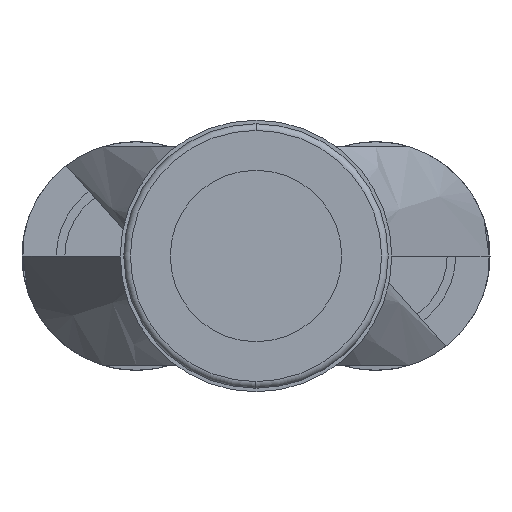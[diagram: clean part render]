
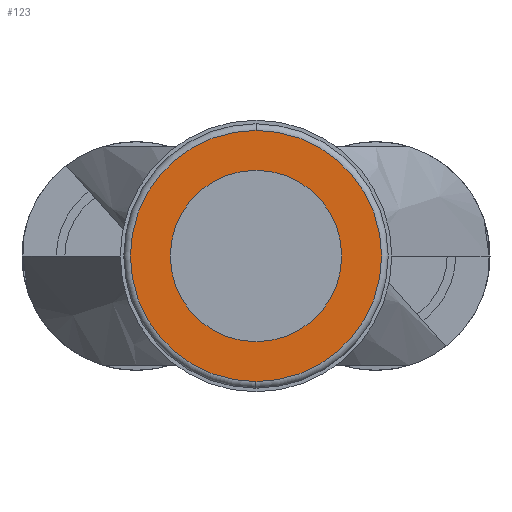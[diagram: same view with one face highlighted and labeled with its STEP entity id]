
A CAD part, left-side view. The second image highlights one B-rep face of the part: STEP entity #123.
In plain terms, the highlighted planar face has unit normal (-1, 0, 0).
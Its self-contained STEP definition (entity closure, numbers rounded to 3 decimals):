
#123=ADVANCED_FACE('',(#313,#314),#315,.T.);
#313=FACE_BOUND('',#534,.T.);
#314=FACE_OUTER_BOUND('',#535,.T.);
#315=PLANE('',#536);
#534=EDGE_LOOP('',(#1184,#1185));
#535=EDGE_LOOP('',(#1186,#1187,#1188));
#536=AXIS2_PLACEMENT_3D('',#1189,#1190,#1191);
#1184=ORIENTED_EDGE('',*,*,#1521,.T.);
#1185=ORIENTED_EDGE('',*,*,#1597,.T.);
#1186=ORIENTED_EDGE('',*,*,#1618,.T.);
#1187=ORIENTED_EDGE('',*,*,#1474,.T.);
#1188=ORIENTED_EDGE('',*,*,#1619,.T.);
#1189=CARTESIAN_POINT('',(0.,4.394,0.));
#1190=DIRECTION('',(-1.0,0.,0.));
#1191=DIRECTION('',(0.,1.0,0.));
#1474=EDGE_CURVE('',#1775,#1781,#1783,.T.);
#1521=EDGE_CURVE('',#1865,#1869,#1871,.T.);
#1597=EDGE_CURVE('',#1869,#1865,#1997,.T.);
#1618=EDGE_CURVE('',#2020,#1775,#2021,.T.);
#1619=EDGE_CURVE('',#1781,#2020,#2022,.T.);
#1775=VERTEX_POINT('',#2386);
#1781=VERTEX_POINT('',#2392);
#1783=CIRCLE('',#2394,8.788);
#1865=VERTEX_POINT('',#2494);
#1869=VERTEX_POINT('',#2499);
#1871=CIRCLE('',#2502,6.0);
#1997=CIRCLE('',#2679,6.0);
#2020=VERTEX_POINT('',#2702);
#2021=CIRCLE('',#2703,8.788);
#2022=CIRCLE('',#2704,8.788);
#2386=CARTESIAN_POINT('',(0.,0.,-8.788));
#2392=CARTESIAN_POINT('',(0.,0.,8.788));
#2394=AXIS2_PLACEMENT_3D('',#3091,#3092,#3093);
#2494=CARTESIAN_POINT('',(0.,-6.0,0.0));
#2499=CARTESIAN_POINT('',(0.,6.0,0.));
#2502=AXIS2_PLACEMENT_3D('',#3192,#3193,#3194);
#2679=AXIS2_PLACEMENT_3D('',#3318,#3319,#3320);
#2702=CARTESIAN_POINT('',(0.,8.788,0.));
#2703=AXIS2_PLACEMENT_3D('',#3381,#3382,#3383);
#2704=AXIS2_PLACEMENT_3D('',#3384,#3385,#3386);
#3091=CARTESIAN_POINT('',(0.,0.,0.));
#3092=DIRECTION('',(-1.0,0.,0.));
#3093=DIRECTION('',(0.,1.0,0.));
#3192=CARTESIAN_POINT('',(0.0,0.0,0.0));
#3193=DIRECTION('',(1.0,0.,0.));
#3194=DIRECTION('',(0.,-1.0,0.));
#3318=CARTESIAN_POINT('',(0.0,0.0,0.0));
#3319=DIRECTION('',(1.0,0.,0.));
#3320=DIRECTION('',(0.,-1.0,0.));
#3381=CARTESIAN_POINT('',(0.,0.,0.));
#3382=DIRECTION('',(-1.0,0.,0.));
#3383=DIRECTION('',(0.,1.0,0.));
#3384=CARTESIAN_POINT('',(0.,0.,0.));
#3385=DIRECTION('',(-1.0,0.,0.));
#3386=DIRECTION('',(0.,1.0,0.));
